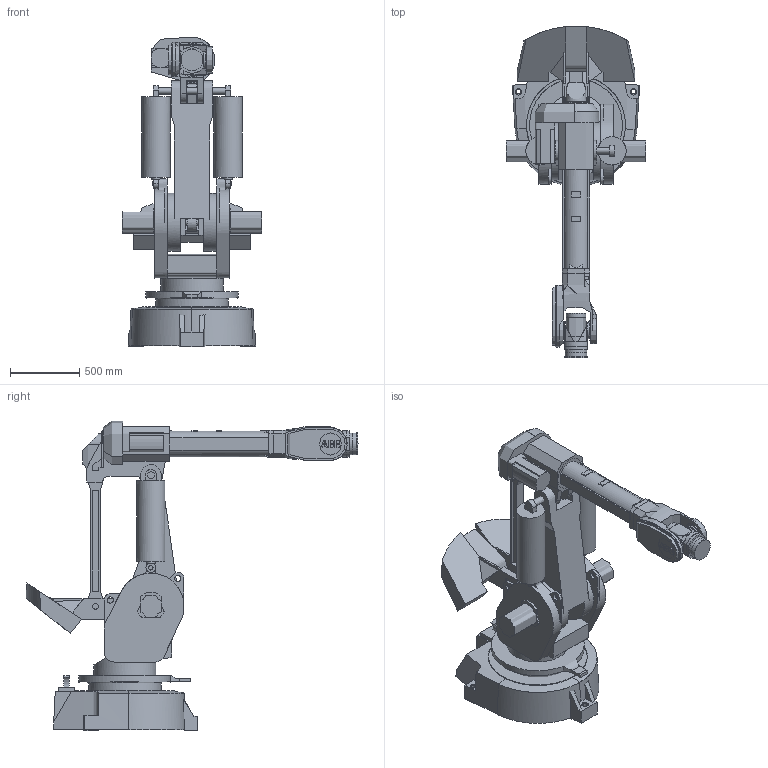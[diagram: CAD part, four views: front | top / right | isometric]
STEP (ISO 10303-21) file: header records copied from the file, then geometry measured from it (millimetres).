
FILE_DESCRIPTION(('HOOPS Exchange Step'),'2;1');
FILE_NAME('IRB 6400-asf.step','2026-01-20T12:47:22+03:00',('mt.proses'),('Unknown organisation'),'HOOPS Exchange 2024.2','HOOPS Exchange','Unknown authorisation');
FILE_SCHEMA( ('AP242_MANAGED_MODEL_BASED_3D_ENGINEERING_MIM_LF {1 0 10303 442 1 1 4 }') );
Length unit declared in the file: millimetre
Products named in the file (27): GeoContainer; Axis1_1; Axis2_1; Axis2_2; Axis3_1; mountplate; Axis6; Axis5; Axis4; Axis3; Axis2; Axis1; Robot World; IRB 6400-120/2.4; ROOT
Assembly tree (26 placements, depth 10):
  ROOT
    IRB 6400-120/2.4
      GeoContainer
      Axis1
        GeoContainer
        Axis1_1
          GeoContainer
        Axis2
          GeoContainer
          Axis2_1
            GeoContainer
          Axis2_2
            GeoContainer
          Axis3
            GeoContainer
            Axis3_1
              GeoContainer
            Axis4
              GeoContainer
              Axis5
                GeoContainer
                Axis6
                  GeoContainer
                  mountplate
      Robot World
        GeoContainer
Bounding box: 1011 x 2402.01 x 2239.77 mm (x, y, z)
Surface area: 14160737.4 mm2 (no closed solid volume)
Topology: 0 solids, 67 shells, 715 faces, 0 edges, 0 vertices
Faces by surface type: other 715
Entity records: 1642 total; most frequent: TRIANGULATED_FACE 715, DIRECTION 108, COORDINATES_LIST 67, TESSELLATED_SHELL 67, STYLED_ITEM 67, CARTESIAN_POINT 54, AXIS2_PLACEMENT_3D 54, PRODUCT_DEFINITION_SHAPE 53
